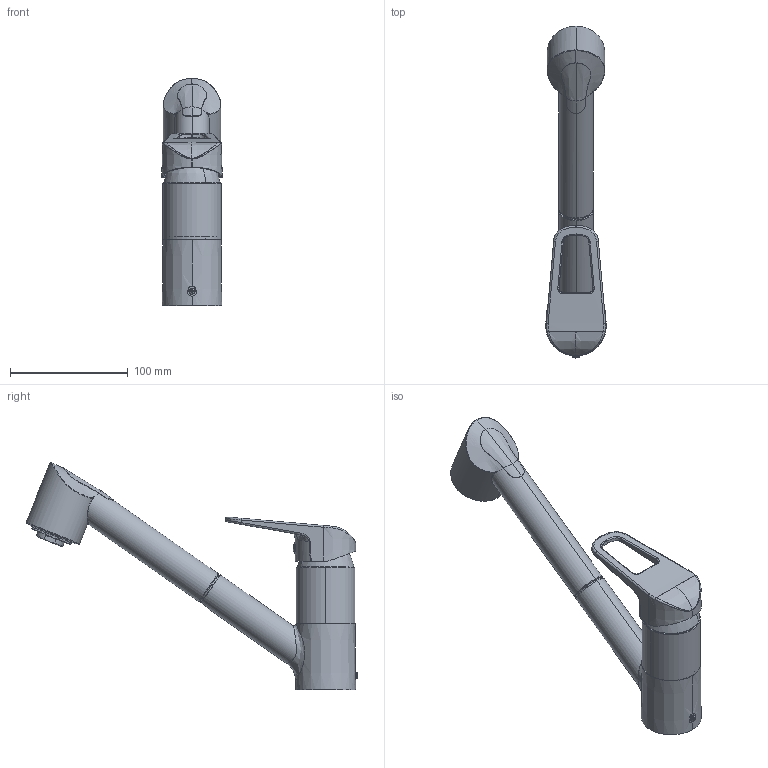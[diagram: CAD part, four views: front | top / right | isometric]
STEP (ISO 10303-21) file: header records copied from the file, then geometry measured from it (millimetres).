
FILE_DESCRIPTION(('CATIA V5 STEP Exchange','CAx-IF Rec.Pracs.--- Model Styling and Organization---1.5--- 2016-08-15','CAx-IF Rec.Pracs.---Supplemental Geometry---1.0---2011-11-01','CAx-IF Rec.Pracs.--- Composite Materials ---3.4---2017-06-13','CAx-IF Rec.Pracs.---Tessellated 3D Geometry---1.0---2015-12-17'),'2;1');
FILE_NAME('PO002570.stp','2025-01-16T10:31:17+00:00',('none'),('none'),'CATIA Version 5-6 Release 2020 SP2','CATIA V5 STEP AP242 v2','none');
FILE_SCHEMA(('AP242_MANAGED_MODEL_BASED_3D_ENGINEERING_MIM_LF {1 0 10303 442 1 1 4}'));
Length unit declared in the file: millimetre
Products named in the file (1): PO002570
Bounding box: 51.49 x 282.12 x 193.21 mm (x, y, z)
Volume: 188217.8 mm3; surface area: 76357.9 mm2
Topology: 5 solids, 168 shells, 512 faces, 1573 edges, 1269 vertices
Faces by surface type: cylinder 184, bspline 124, plane 90, cone 56, torus 38, sphere 16, revolution 4
Entity records: 35483 total; most frequent: CARTESIAN_POINT 23844, ORIENTED_EDGE 2310, EDGE_CURVE 1555, VERTEX_POINT 1269, DIRECTION 1209, B_SPLINE_CURVE_WITH_KNOTS 818, AXIS2_PLACEMENT_3D 642, EDGE_LOOP 575
